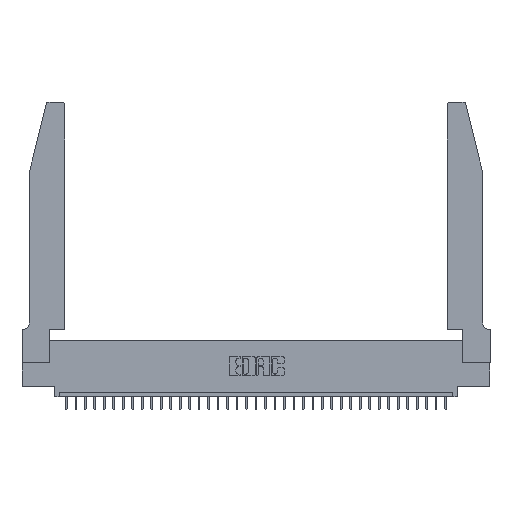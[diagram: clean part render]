
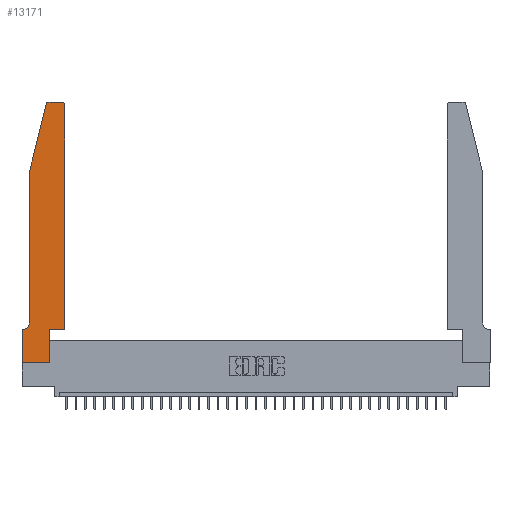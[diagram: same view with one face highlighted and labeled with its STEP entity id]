
A CAD part, top view. The second image highlights one B-rep face of the part: STEP entity #13171.
In plain terms, the highlighted planar face has unit normal (0, 0, 1).
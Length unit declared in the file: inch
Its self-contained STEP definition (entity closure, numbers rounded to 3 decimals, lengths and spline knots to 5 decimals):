
#22 = DIRECTION ( 'NONE',  ( 1., 0., 0. ) ) ;
#72 = EDGE_CURVE ( 'NONE', #31201, #11299, #12101, .T. ) ;
#391 = LINE ( 'NONE', #16585, #25106 ) ;
#400 = EDGE_CURVE ( 'NONE', #6949, #26687, #2800, .T. ) ;
#523 = EDGE_CURVE ( 'NONE', #11299, #19587, #21359, .T. ) ;
#625 = CARTESIAN_POINT ( 'NONE',  ( 0.0055, 0.42, 0.37 ) ) ;
#1362 = CARTESIAN_POINT ( 'NONE',  ( 0.284, 2.75, 0.37 ) ) ;
#1450 = CARTESIAN_POINT ( 'NONE',  ( 0., 0., 0.37 ) ) ;
#1743 = ORIENTED_EDGE ( 'NONE', *, *, #4312, .T. ) ;
#2465 = CARTESIAN_POINT ( 'NONE',  ( 0.4505, 0.35, 0.37 ) ) ;
#2608 = CARTESIAN_POINT ( 'NONE',  ( 0.0055, 0.35, 0.37 ) ) ;
#2800 = LINE ( 'NONE', #35916, #22501 ) ;
#3356 = DIRECTION ( 'NONE',  ( -1., 0., 0. ) ) ;
#3375 = AXIS2_PLACEMENT_3D ( 'NONE', #625, #28278, #3356 ) ;
#3627 = ORIENTED_EDGE ( 'NONE', *, *, #72, .T. ) ;
#3756 = DIRECTION ( 'NONE',  ( 0., -1., 0. ) ) ;
#3768 = EDGE_CURVE ( 'NONE', #32571, #32386, #7917, .T. ) ;
#4220 = VECTOR ( 'NONE', #15085, 39.37008 ) ;
#4312 = EDGE_CURVE ( 'NONE', #32144, #27341, #34621, .T. ) ;
#4315 = CIRCLE ( 'NONE', #17676, 0.03 ) ;
#4974 = VERTEX_POINT ( 'NONE', #1450 ) ;
#5531 = CARTESIAN_POINT ( 'NONE',  ( 0.4505, 2.72, 0.37 ) ) ;
#5556 = DIRECTION ( 'NONE',  ( 0., 1., 0. ) ) ;
#5607 = CARTESIAN_POINT ( 'NONE',  ( 0.0755, 0.42, 0.37 ) ) ;
#5857 = LINE ( 'NONE', #14223, #9641 ) ;
#6306 = CARTESIAN_POINT ( 'NONE',  ( 0.0755, 2., 0.37 ) ) ;
#6410 = CARTESIAN_POINT ( 'NONE',  ( 0.2605, 2.75, 0.37 ) ) ;
#6650 = FACE_OUTER_BOUND ( 'NONE', #25230, .T. ) ;
#6949 = VERTEX_POINT ( 'NONE', #34876 ) ;
#7089 = ORIENTED_EDGE ( 'NONE', *, *, #26789, .T. ) ;
#7917 = LINE ( 'NONE', #2465, #16561 ) ;
#8157 = CARTESIAN_POINT ( 'NONE',  ( 0.2865, 0.35, 0.37 ) ) ;
#8444 = ORIENTED_EDGE ( 'NONE', *, *, #523, .T. ) ;
#9641 = VECTOR ( 'NONE', #18454, 39.37008 ) ;
#10073 = EDGE_CURVE ( 'NONE', #26687, #32571, #27782, .T. ) ;
#10171 = ORIENTED_EDGE ( 'NONE', *, *, #33662, .T. ) ;
#11159 = DIRECTION ( 'NONE',  ( 0., 1., 0. ) ) ;
#11191 = LINE ( 'NONE', #14306, #11224 ) ;
#11224 = VECTOR ( 'NONE', #33583, 39.37008 ) ;
#11299 = VERTEX_POINT ( 'NONE', #5607 ) ;
#11756 = ORIENTED_EDGE ( 'NONE', *, *, #34088, .T. ) ;
#11945 = CARTESIAN_POINT ( 'NONE',  ( 0.4505, 0.35, 0.37 ) ) ;
#12092 = PLANE ( 'NONE',  #29990 ) ;
#12101 = LINE ( 'NONE', #6306, #33543 ) ;
#13171 = ADVANCED_FACE ( 'NONE', ( #6650 ), #12092, .T. ) ;
#13190 = VECTOR ( 'NONE', #28523, 39.37008 ) ;
#13399 = EDGE_CURVE ( 'NONE', #20488, #4974, #5857, .T. ) ;
#13937 = CARTESIAN_POINT ( 'NONE',  ( 0.4205, 2.75, 0.37 ) ) ;
#14223 = CARTESIAN_POINT ( 'NONE',  ( 0., 0., 0.37 ) ) ;
#14234 = DIRECTION ( 'NONE',  ( -1., 0., 0. ) ) ;
#14244 = CARTESIAN_POINT ( 'NONE',  ( 0.284, 2.72, 0.37 ) ) ;
#14306 = CARTESIAN_POINT ( 'NONE',  ( 0.0755, 2., 0.37 ) ) ;
#15085 = DIRECTION ( 'NONE',  ( -1., 0., 0. ) ) ;
#15433 = ORIENTED_EDGE ( 'NONE', *, *, #13399, .T. ) ;
#16080 = ORIENTED_EDGE ( 'NONE', *, *, #400, .T. ) ;
#16252 = EDGE_CURVE ( 'NONE', #28398, #32144, #30602, .T. ) ;
#16561 = VECTOR ( 'NONE', #5556, 39.37008 ) ;
#16585 = CARTESIAN_POINT ( 'NONE',  ( 0., 0., 0.37 ) ) ;
#17438 = LINE ( 'NONE', #20894, #4220 ) ;
#17559 = CARTESIAN_POINT ( 'NONE',  ( 0., 0.35, 0.37 ) ) ;
#17676 = AXIS2_PLACEMENT_3D ( 'NONE', #21820, #32738, #32920 ) ;
#18454 = DIRECTION ( 'NONE',  ( 0., -1., 0. ) ) ;
#19587 = VERTEX_POINT ( 'NONE', #2608 ) ;
#20108 = AXIS2_PLACEMENT_3D ( 'NONE', #14244, #33162, #30079 ) ;
#20488 = VERTEX_POINT ( 'NONE', #27187 ) ;
#20894 = CARTESIAN_POINT ( 'NONE',  ( 0.0755, 0.35, 0.37 ) ) ;
#21359 = CIRCLE ( 'NONE', #3375, 0.07 ) ;
#21820 = CARTESIAN_POINT ( 'NONE',  ( 0.4205, 2.72, 0.37 ) ) ;
#22501 = VECTOR ( 'NONE', #11159, 39.37008 ) ;
#25106 = VECTOR ( 'NONE', #22, 39.37008 ) ;
#25145 = CARTESIAN_POINT ( 'NONE',  ( 0.0755, 2., 0.37 ) ) ;
#25230 = EDGE_LOOP ( 'NONE', ( #32400, #1743, #34932, #3627, #8444, #11756, #15433, #10171, #16080, #28193, #29574, #7089 ) ) ;
#25940 = DIRECTION ( 'NONE',  ( 1., 0., 0. ) ) ;
#25954 = EDGE_CURVE ( 'NONE', #27341, #31201, #11191, .T. ) ;
#26687 = VERTEX_POINT ( 'NONE', #8157 ) ;
#26789 = EDGE_CURVE ( 'NONE', #32386, #28398, #4315, .T. ) ;
#27187 = CARTESIAN_POINT ( 'NONE',  ( 0., 0.35, 0.37 ) ) ;
#27341 = VERTEX_POINT ( 'NONE', #34481 ) ;
#27782 = LINE ( 'NONE', #11945, #13190 ) ;
#28193 = ORIENTED_EDGE ( 'NONE', *, *, #10073, .T. ) ;
#28278 = DIRECTION ( 'NONE',  ( 0., 0., -1. ) ) ;
#28398 = VERTEX_POINT ( 'NONE', #13937 ) ;
#28523 = DIRECTION ( 'NONE',  ( 1., 0., 0. ) ) ;
#28628 = CARTESIAN_POINT ( 'NONE',  ( 0.4505, 0.35, 0.37 ) ) ;
#28852 = DIRECTION ( 'NONE',  ( 0., 0., 1. ) ) ;
#29574 = ORIENTED_EDGE ( 'NONE', *, *, #3768, .T. ) ;
#29990 = AXIS2_PLACEMENT_3D ( 'NONE', #17559, #28852, #25940 ) ;
#30079 = DIRECTION ( 'NONE',  ( 1., 0., 0. ) ) ;
#30602 = LINE ( 'NONE', #6410, #30677 ) ;
#30677 = VECTOR ( 'NONE', #14234, 39.37008 ) ;
#31201 = VERTEX_POINT ( 'NONE', #25145 ) ;
#32144 = VERTEX_POINT ( 'NONE', #1362 ) ;
#32386 = VERTEX_POINT ( 'NONE', #5531 ) ;
#32400 = ORIENTED_EDGE ( 'NONE', *, *, #16252, .T. ) ;
#32571 = VERTEX_POINT ( 'NONE', #28628 ) ;
#32738 = DIRECTION ( 'NONE',  ( 0., 0., 1. ) ) ;
#32920 = DIRECTION ( 'NONE',  ( 1., 0., 0. ) ) ;
#33162 = DIRECTION ( 'NONE',  ( 0., 0., 1. ) ) ;
#33543 = VECTOR ( 'NONE', #3756, 39.37008 ) ;
#33583 = DIRECTION ( 'NONE',  ( -0.239, -0.971, 0. ) ) ;
#33662 = EDGE_CURVE ( 'NONE', #4974, #6949, #391, .T. ) ;
#34088 = EDGE_CURVE ( 'NONE', #19587, #20488, #17438, .T. ) ;
#34481 = CARTESIAN_POINT ( 'NONE',  ( 0.25487, 2.72718, 0.37 ) ) ;
#34621 = CIRCLE ( 'NONE', #20108, 0.03 ) ;
#34876 = CARTESIAN_POINT ( 'NONE',  ( 0.2865, 0., 0.37 ) ) ;
#34932 = ORIENTED_EDGE ( 'NONE', *, *, #25954, .T. ) ;
#35916 = CARTESIAN_POINT ( 'NONE',  ( 0.2865, 0.35, 0.37 ) ) ;
